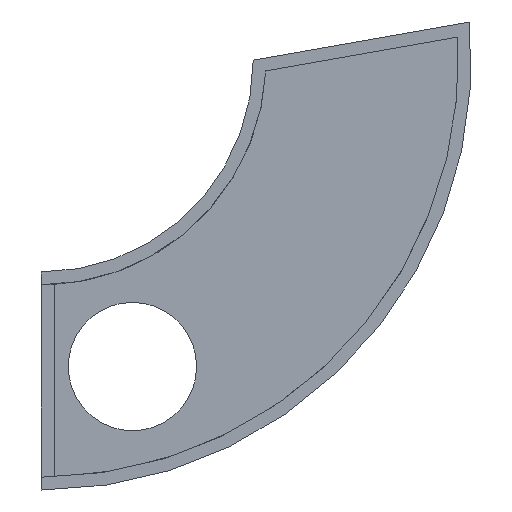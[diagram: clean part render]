
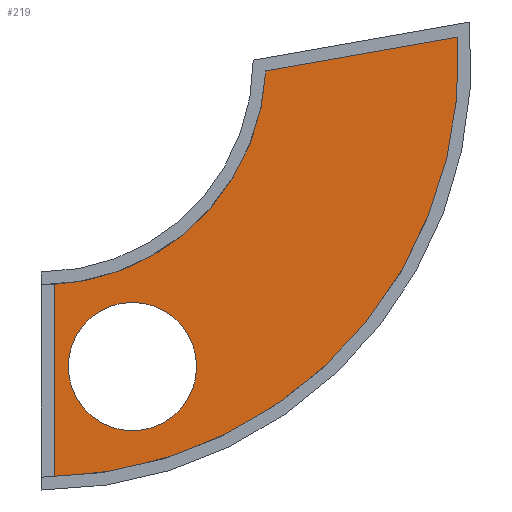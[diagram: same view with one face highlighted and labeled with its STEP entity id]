
A CAD part, front view. The second image highlights one B-rep face of the part: STEP entity #219.
In plain terms, the highlighted planar face has unit normal (0, -1, 0).
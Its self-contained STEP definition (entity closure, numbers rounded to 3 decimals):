
#2 = ORIENTED_EDGE ( 'NONE', *, *, #15, .T. ) ;
#6 = CARTESIAN_POINT ( 'NONE',  ( 10., 0., -174.714 ) ) ;
#15 = EDGE_CURVE ( 'NONE', #287, #213, #318, .T. ) ;
#19 = CARTESIAN_POINT ( 'NONE',  ( 324.503, 0., 17.97 ) ) ;
#24 = PLANE ( 'NONE',  #400 ) ;
#34 = CARTESIAN_POINT ( 'NONE',  ( 6.712, 0., -38.065 ) ) ;
#39 = VERTEX_POINT ( 'NONE', #218 ) ;
#41 = VERTEX_POINT ( 'NONE', #254 ) ;
#55 = DIRECTION ( 'NONE',  ( 0., 0., -1. ) ) ;
#63 = FACE_BOUND ( 'NONE', #151, .T. ) ;
#85 = ORIENTED_EDGE ( 'NONE', *, *, #466, .T. ) ;
#105 = EDGE_CURVE ( 'NONE', #39, #41, #141, .T. ) ;
#109 = CIRCLE ( 'NONE', #180, 50. ) ;
#126 = CIRCLE ( 'NONE', #257, 175. ) ;
#131 = DIRECTION ( 'NONE',  ( 0., 1., 0. ) ) ;
#140 = CARTESIAN_POINT ( 'NONE',  ( 0., 0., 0. ) ) ;
#141 = CIRCLE ( 'NONE', #208, 50. ) ;
#150 = DIRECTION ( 'NONE',  ( 0., -1., 0. ) ) ;
#151 = EDGE_LOOP ( 'NONE', ( #193, #334 ) ) ;
#180 = AXIS2_PLACEMENT_3D ( 'NONE', #489, #131, #288 ) ;
#187 = DIRECTION ( 'NONE',  ( 0., 0., 1. ) ) ;
#193 = ORIENTED_EDGE ( 'NONE', *, *, #477, .T. ) ;
#201 = DIRECTION ( 'NONE',  ( -0.985, 0., -0.174 ) ) ;
#203 = EDGE_LOOP ( 'NONE', ( #454, #85, #2, #236 ) ) ;
#208 = AXIS2_PLACEMENT_3D ( 'NONE', #305, #432, #461 ) ;
#213 = VERTEX_POINT ( 'NONE', #19 ) ;
#217 = LINE ( 'NONE', #247, #499 ) ;
#218 = CARTESIAN_POINT ( 'NONE',  ( 70.877, 0., -188.796 ) ) ;
#219 = ADVANCED_FACE ( 'NONE', ( #63, #225 ), #24, .F. ) ;
#225 = FACE_OUTER_BOUND ( 'NONE', #203, .T. ) ;
#226 = EDGE_CURVE ( 'NONE', #517, #328, #126, .T. ) ;
#236 = ORIENTED_EDGE ( 'NONE', *, *, #352, .T. ) ;
#237 = LINE ( 'NONE', #34, #258 ) ;
#247 = CARTESIAN_POINT ( 'NONE',  ( 10., 0., 0. ) ) ;
#254 = CARTESIAN_POINT ( 'NONE',  ( 70.877, 0., -288.796 ) ) ;
#257 = AXIS2_PLACEMENT_3D ( 'NONE', #508, #150, #316 ) ;
#258 = VECTOR ( 'NONE', #201, 1000. ) ;
#274 = AXIS2_PLACEMENT_3D ( 'NONE', #140, #342, #55 ) ;
#287 = VERTEX_POINT ( 'NONE', #516 ) ;
#288 = DIRECTION ( 'NONE',  ( 0., 0., 1. ) ) ;
#305 = CARTESIAN_POINT ( 'NONE',  ( 70.877, 0., -238.796 ) ) ;
#316 = DIRECTION ( 'NONE',  ( 0., 0., -1. ) ) ;
#318 = CIRCLE ( 'NONE', #274, 325. ) ;
#328 = VERTEX_POINT ( 'NONE', #397 ) ;
#334 = ORIENTED_EDGE ( 'NONE', *, *, #105, .T. ) ;
#342 = DIRECTION ( 'NONE',  ( 0., -1., 0. ) ) ;
#352 = EDGE_CURVE ( 'NONE', #213, #328, #237, .T. ) ;
#389 = DIRECTION ( 'NONE',  ( 0., 1., 0. ) ) ;
#397 = CARTESIAN_POINT ( 'NONE',  ( 174.797, 0., -8.427 ) ) ;
#400 = AXIS2_PLACEMENT_3D ( 'NONE', #468, #389, #187 ) ;
#432 = DIRECTION ( 'NONE',  ( 0., 1., 0. ) ) ;
#454 = ORIENTED_EDGE ( 'NONE', *, *, #226, .F. ) ;
#461 = DIRECTION ( 'NONE',  ( 0., 0., 1. ) ) ;
#466 = EDGE_CURVE ( 'NONE', #517, #287, #217, .T. ) ;
#468 = CARTESIAN_POINT ( 'NONE',  ( 0., 0., 0. ) ) ;
#477 = EDGE_CURVE ( 'NONE', #41, #39, #109, .T. ) ;
#485 = DIRECTION ( 'NONE',  ( 0., 0., -1. ) ) ;
#489 = CARTESIAN_POINT ( 'NONE',  ( 70.877, 0., -238.796 ) ) ;
#499 = VECTOR ( 'NONE', #485, 1000. ) ;
#508 = CARTESIAN_POINT ( 'NONE',  ( 0., 0., 0. ) ) ;
#516 = CARTESIAN_POINT ( 'NONE',  ( 10., 0., -324.846 ) ) ;
#517 = VERTEX_POINT ( 'NONE', #6 ) ;
